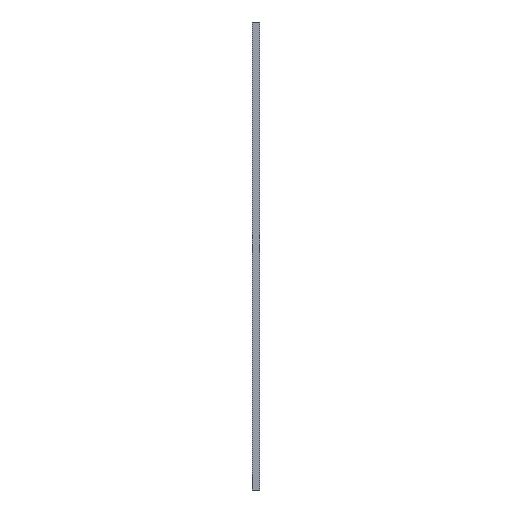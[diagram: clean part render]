
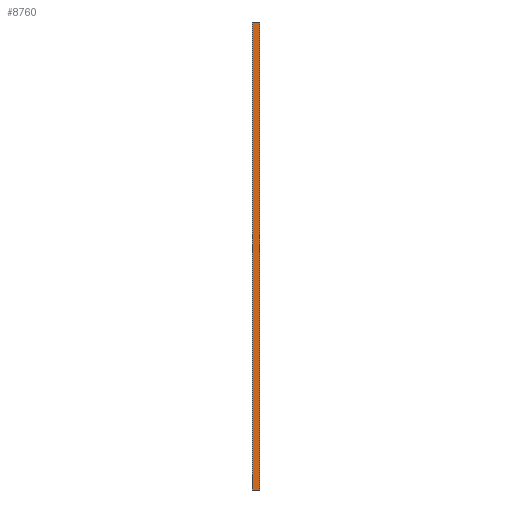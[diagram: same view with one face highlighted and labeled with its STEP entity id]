
A CAD part, left-side view. The second image highlights one B-rep face of the part: STEP entity #8760.
In plain terms, the highlighted planar face has unit normal (-1, 0, 0).
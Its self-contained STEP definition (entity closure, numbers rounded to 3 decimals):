
#815=FACE_OUTER_BOUND('',#1233,.T.);
#1233=EDGE_LOOP('',(#5632,#5633,#5634,#5635,#5636,#5637,#5638,#5639));
#1850=LINE('',#12508,#2698);
#1856=LINE('',#12520,#2704);
#1857=LINE('',#12522,#2705);
#1858=LINE('',#12524,#2706);
#1859=LINE('',#12526,#2707);
#1860=LINE('',#12528,#2708);
#1861=LINE('',#12530,#2709);
#1862=LINE('',#12531,#2710);
#2698=VECTOR('',#10022,10.);
#2704=VECTOR('',#10030,10.);
#2705=VECTOR('',#10031,10.);
#2706=VECTOR('',#10032,10.);
#2707=VECTOR('',#10033,10.);
#2708=VECTOR('',#10034,10.);
#2709=VECTOR('',#10035,10.);
#2710=VECTOR('',#10036,2.65);
#3546=VERTEX_POINT('',#12506);
#3547=VERTEX_POINT('',#12507);
#3552=VERTEX_POINT('',#12519);
#3553=VERTEX_POINT('',#12521);
#3554=VERTEX_POINT('',#12523);
#3555=VERTEX_POINT('',#12525);
#3556=VERTEX_POINT('',#12527);
#3557=VERTEX_POINT('',#12529);
#4378=EDGE_CURVE('',#3546,#3547,#1850,.T.);
#4384=EDGE_CURVE('',#3547,#3552,#1856,.T.);
#4385=EDGE_CURVE('',#3553,#3552,#1857,.T.);
#4386=EDGE_CURVE('',#3554,#3553,#1858,.T.);
#4387=EDGE_CURVE('',#3555,#3554,#1859,.T.);
#4388=EDGE_CURVE('',#3556,#3555,#1860,.T.);
#4389=EDGE_CURVE('',#3557,#3556,#1861,.T.);
#4390=EDGE_CURVE('',#3546,#3557,#1862,.T.);
#5632=ORIENTED_EDGE('',*,*,#4378,.T.);
#5633=ORIENTED_EDGE('',*,*,#4384,.T.);
#5634=ORIENTED_EDGE('',*,*,#4385,.F.);
#5635=ORIENTED_EDGE('',*,*,#4386,.F.);
#5636=ORIENTED_EDGE('',*,*,#4387,.F.);
#5637=ORIENTED_EDGE('',*,*,#4388,.F.);
#5638=ORIENTED_EDGE('',*,*,#4389,.F.);
#5639=ORIENTED_EDGE('',*,*,#4390,.F.);
#8123=PLANE('',#9201);
#8760=ADVANCED_FACE('',(#815),#8123,.F.);
#9201=AXIS2_PLACEMENT_3D('',#12518,#10028,#10029);
#10022=DIRECTION('',(0.,1.,0.));
#10028=DIRECTION('center_axis',(1.,0.,0.));
#10029=DIRECTION('ref_axis',(0.,0.,1.));
#10030=DIRECTION('',(0.,0.,-1.));
#10031=DIRECTION('',(0.,1.,0.));
#10032=DIRECTION('',(0.,1.,0.));
#10033=DIRECTION('',(0.,1.,0.));
#10034=DIRECTION('',(0.,0.,-1.));
#10035=DIRECTION('',(0.,-1.,0.));
#10036=DIRECTION('',(0.,-1.,0.));
#12506=CARTESIAN_POINT('',(-60.,26.,0.));
#12507=CARTESIAN_POINT('',(-60.,28.,0.));
#12508=CARTESIAN_POINT('',(-60.,9.459,0.));
#12518=CARTESIAN_POINT('Origin',(-60.,14.919,-1000.));
#12519=CARTESIAN_POINT('',(-60.,28.,-2000.));
#12520=CARTESIAN_POINT('',(-60.,28.,-1000.));
#12521=CARTESIAN_POINT('',(-60.,26.,-2000.));
#12522=CARTESIAN_POINT('',(-60.,9.459,-2000.));
#12523=CARTESIAN_POINT('',(-60.,4.,-2000.));
#12524=CARTESIAN_POINT('',(-60.,4.,-2000.));
#12525=CARTESIAN_POINT('',(-60.,0.,-2000.));
#12526=CARTESIAN_POINT('',(-60.,9.459,-2000.));
#12527=CARTESIAN_POINT('',(-60.,0.,0.));
#12528=CARTESIAN_POINT('',(-60.,0.,-1000.));
#12529=CARTESIAN_POINT('',(-60.,4.,0.));
#12530=CARTESIAN_POINT('',(-60.,9.459,0.));
#12531=CARTESIAN_POINT('',(-60.,-4.325,0.));
